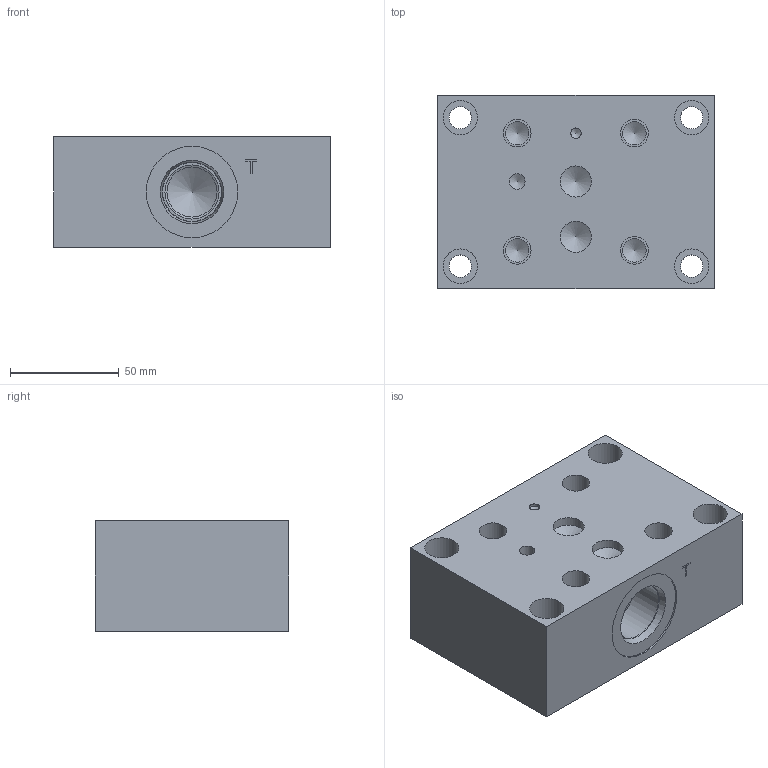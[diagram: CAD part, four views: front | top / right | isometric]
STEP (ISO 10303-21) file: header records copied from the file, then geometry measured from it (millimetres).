
FILE_DESCRIPTION(/* description */ (''),/* implementation_level */ '2;1');
FILE_NAME(/* name */ '_R06SPS12S.stp',/* time_stamp */ '2022-05-26T14:16:40-04:00',/* author */ ('bobbyh'),/* organization */ (''),/* preprocessor_version */ 'ST-DEVELOPER v18',/* originating_system */ 'Autodesk Inventor 2020',/* authorisation */ '');
FILE_SCHEMA (('AUTOMOTIVE_DESIGN { 1 0 10303 214 3 1 1 }'));
Length unit declared in the file: millimetre
Products named in the file (1): Part_AR06SPS12S_3D
Bounding box: 127 x 88.9 x 50.8 mm (x, y, z)
Volume: 494803.4 mm3; surface area: 62590.8 mm2
Topology: 1 solids, 1 shells, 445 faces, 1224 edges, 825 vertices
Faces by surface type: plane 268, bspline 122, cylinder 35, cone 20
Full cylindrical faces by diameter (mm): 4.775 x1, 7.137 x1, 10.312 x4, 10.719 x4, 12.294 x1, 12.7 x4, 12.9 x1, 14.275 x1, 14.3 x2, 14.529 x1, 15.875 x4, 19.05 x1, 23.012 x1, 24.917 x2, 25.019 x1, 26.99 x1, 27 x1, 27.432 x2, 42.037 x2
Entity records: 15099 total; most frequent: CARTESIAN_POINT 4070, ORIENTED_EDGE 2426, DIRECTION 1743, EDGE_CURVE 1213, LINE 843, VECTOR 843, VERTEX_POINT 825, EDGE_LOOP 508
